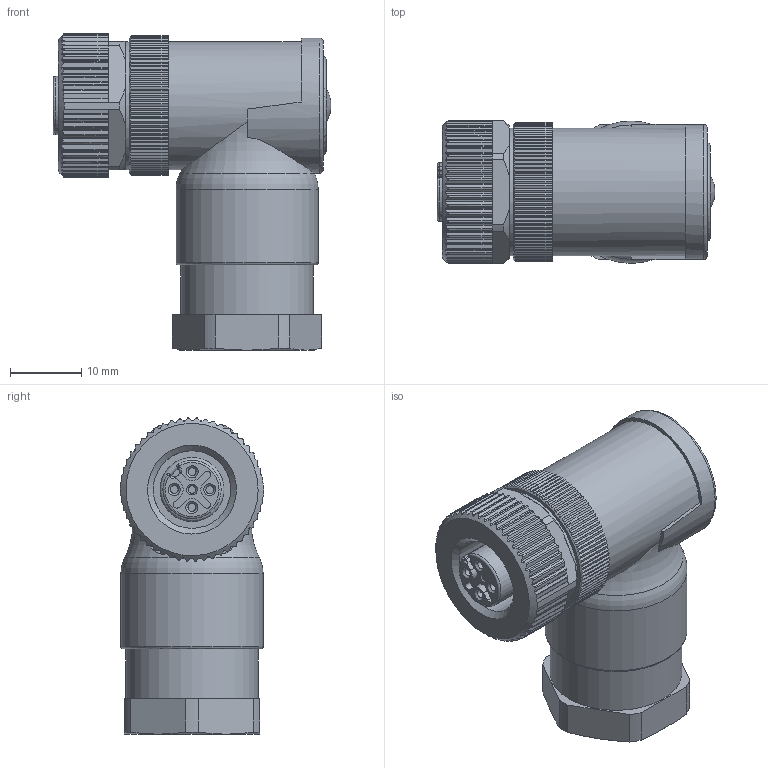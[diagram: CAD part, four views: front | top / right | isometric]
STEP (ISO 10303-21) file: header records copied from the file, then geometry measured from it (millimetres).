
FILE_DESCRIPTION(/* description */ (''),/* implementation_level */ '2;1');
FILE_NAME(/* name */ '99 0436 58 05 001_00-Winkeldose_ 5pol..stp',/* time_stamp */ '2020-11-12T08:06:38+01:00',/* author */ (''),/* organization */ (''),/* preprocessor_version */ 'ST-DEVELOPER v16',/* originating_system */ 'SIEMENS PLM Software NX 11.0',/* authorisation */ '');
FILE_SCHEMA (('AUTOMOTIVE_DESIGN { 1 0 10303 214 3 1 1 1 }'));
Length unit declared in the file: millimetre
Products named in the file (1): rhen1AE0336Fo7km
Bounding box: 39.1 x 20.2 x 44.49 mm (x, y, z)
Volume: 17424.7 mm3; surface area: 5499 mm2
Topology: 1 solids, 1 shells, 655 faces, 1875 edges, 1237 vertices
Faces by surface type: plane 385, cylinder 237, cone 20, torus 10, sphere 2, bspline 1
Full cylindrical faces by diameter (mm): 1.1 x5, 2.25 x1, 10.917 x1, 11.5 x1, 18 x2, 18.6 x1, 19 x1, 20 x1
Entity records: 22905 total; most frequent: CARTESIAN_POINT 6422, ORIENTED_EDGE 3648, DIRECTION 3148, EDGE_CURVE 1824, VERTEX_POINT 1217, AXIS2_PLACEMENT_3D 1097, LINE 954, VECTOR 954
